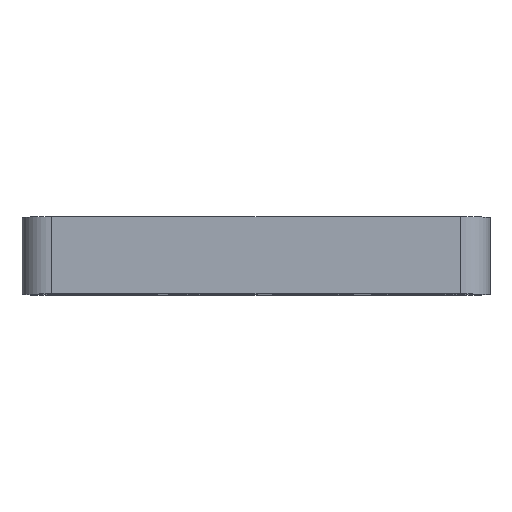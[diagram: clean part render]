
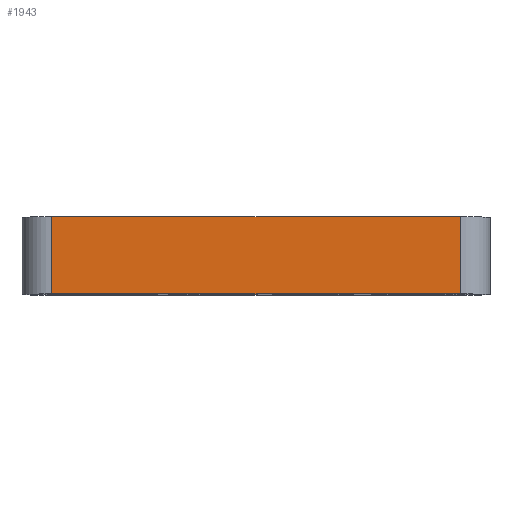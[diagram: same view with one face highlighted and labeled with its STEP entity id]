
A CAD part, top view. The second image highlights one B-rep face of the part: STEP entity #1943.
In plain terms, the highlighted planar face has unit normal (0, 0, 1).
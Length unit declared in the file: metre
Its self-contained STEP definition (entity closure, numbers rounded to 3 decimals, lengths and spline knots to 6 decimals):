
#102=LINE('',#2655,#295);
#155=LINE('',#2877,#348);
#156=LINE('',#2881,#349);
#157=LINE('',#2883,#350);
#295=VECTOR('',#2174,1.);
#348=VECTOR('',#2315,1.);
#349=VECTOR('',#2320,1.);
#350=VECTOR('',#2323,1.);
#657=ORIENTED_EDGE('',*,*,#1166,.F.);
#658=ORIENTED_EDGE('',*,*,#1165,.F.);
#659=ORIENTED_EDGE('',*,*,#1163,.F.);
#660=ORIENTED_EDGE('',*,*,#1075,.F.);
#1075=EDGE_CURVE('',#1357,#1359,#102,.T.);
#1163=EDGE_CURVE('',#1359,#1432,#155,.T.);
#1165=EDGE_CURVE('',#1432,#1433,#156,.T.);
#1166=EDGE_CURVE('',#1433,#1357,#157,.T.);
#1357=VERTEX_POINT('',#2653);
#1359=VERTEX_POINT('',#2656);
#1432=VERTEX_POINT('',#2876);
#1433=VERTEX_POINT('',#2880);
#1630=EDGE_LOOP('',(#657,#658,#659,#660));
#1767=FACE_BOUND('',#1630,.T.);
#1867=PLANE('',#2090);
#1943=ADVANCED_FACE('',(#1767),#1867,.T.);
#2090=AXIS2_PLACEMENT_3D('',#2882,#2321,#2322);
#2174=DIRECTION('',(-1.,0.,0.));
#2315=DIRECTION('',(0.,1.,0.));
#2320=DIRECTION('',(1.,0.,0.));
#2321=DIRECTION('',(0.,0.,1.));
#2322=DIRECTION('',(1.,0.,0.));
#2323=DIRECTION('',(0.,-1.,0.));
#2653=CARTESIAN_POINT('',(0.040133,0.,0.057757));
#2655=CARTESIAN_POINT('',(0.045133,0.,0.057757));
#2656=CARTESIAN_POINT('',(-0.028867,0.,0.057757));
#2876=CARTESIAN_POINT('',(-0.028867,0.013,0.057757));
#2877=CARTESIAN_POINT('',(-0.028867,0.,0.057757));
#2880=CARTESIAN_POINT('',(0.040133,0.013,0.057757));
#2881=CARTESIAN_POINT('',(0.045133,0.013,0.057757));
#2882=CARTESIAN_POINT('',(-0.033867,0.,0.057757));
#2883=CARTESIAN_POINT('',(0.040133,0.,0.057757));
